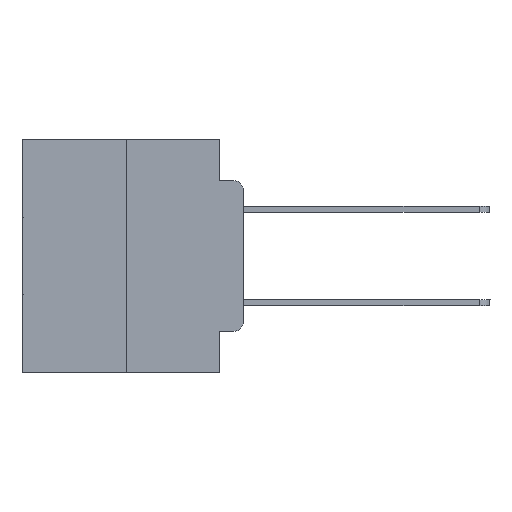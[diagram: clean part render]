
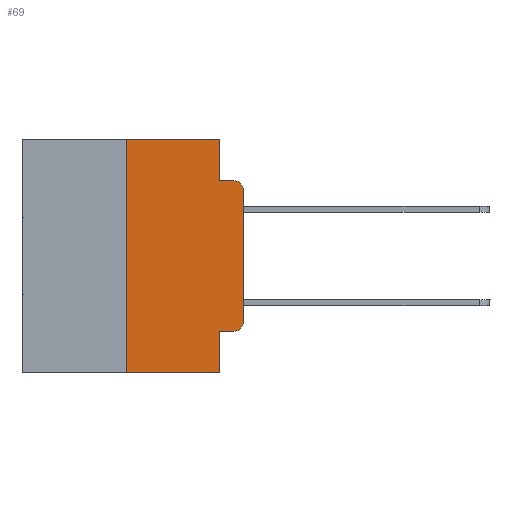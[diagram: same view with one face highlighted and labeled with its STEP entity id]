
A CAD part, left-side view. The second image highlights one B-rep face of the part: STEP entity #69.
In plain terms, the highlighted planar face has unit normal (-1, 0, 0).
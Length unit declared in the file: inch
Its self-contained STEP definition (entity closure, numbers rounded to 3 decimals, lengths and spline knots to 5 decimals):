
#69 = ADVANCED_FACE ( 'NONE', ( #27468 ), #25380, .F. ) ;
#425 = VERTEX_POINT ( 'NONE', #15685 ) ;
#1163 = LINE ( 'NONE', #3248, #7833 ) ;
#1415 = CARTESIAN_POINT ( 'NONE',  ( 0., 0.02, -0.1085 ) ) ;
#2652 = VERTEX_POINT ( 'NONE', #13047 ) ;
#2694 = DIRECTION ( 'NONE',  ( 0., -1., 0. ) ) ;
#2700 = VERTEX_POINT ( 'NONE', #26697 ) ;
#2885 = AXIS2_PLACEMENT_3D ( 'NONE', #18572, #16332, #5048 ) ;
#2944 = CARTESIAN_POINT ( 'NONE',  ( 0., 0.051, -0.0885 ) ) ;
#2957 = ORIENTED_EDGE ( 'NONE', *, *, #10740, .T. ) ;
#3214 = VERTEX_POINT ( 'NONE', #20293 ) ;
#3248 = CARTESIAN_POINT ( 'NONE',  ( 0., 0.473, 0. ) ) ;
#3255 = EDGE_LOOP ( 'NONE', ( #20177, #9856, #24057, #4267, #29046, #10291, #19633, #9824, #9984, #2957 ) ) ;
#3353 = DIRECTION ( 'NONE',  ( 0., -1., 0. ) ) ;
#4267 = ORIENTED_EDGE ( 'NONE', *, *, #9667, .F. ) ;
#4318 = VERTEX_POINT ( 'NONE', #25531 ) ;
#4451 = DIRECTION ( 'NONE',  ( 0., 0., 1. ) ) ;
#4517 = CARTESIAN_POINT ( 'NONE',  ( 0., 0.051, 0. ) ) ;
#4944 = VECTOR ( 'NONE', #3353, 39.37008 ) ;
#5048 = DIRECTION ( 'NONE',  ( 0., 0., -1. ) ) ;
#5610 = CARTESIAN_POINT ( 'NONE',  ( 0., 0.25, 0. ) ) ;
#6738 = VECTOR ( 'NONE', #2694, 39.37008 ) ;
#6975 = EDGE_CURVE ( 'NONE', #23300, #3214, #19989, .T. ) ;
#7833 = VECTOR ( 'NONE', #14673, 39.37008 ) ;
#8114 = CARTESIAN_POINT ( 'NONE',  ( 0., 0.473, -0.5 ) ) ;
#8475 = AXIS2_PLACEMENT_3D ( 'NONE', #1415, #19238, #10467 ) ;
#8664 = EDGE_CURVE ( 'NONE', #10841, #4318, #27699, .T. ) ;
#8991 = DIRECTION ( 'NONE',  ( 0., 0., -1. ) ) ;
#9158 = CIRCLE ( 'NONE', #12444, 0.02 ) ;
#9667 = EDGE_CURVE ( 'NONE', #2652, #10841, #26922, .T. ) ;
#9824 = ORIENTED_EDGE ( 'NONE', *, *, #18447, .F. ) ;
#9856 = ORIENTED_EDGE ( 'NONE', *, *, #28703, .T. ) ;
#9984 = ORIENTED_EDGE ( 'NONE', *, *, #22081, .T. ) ;
#10291 = ORIENTED_EDGE ( 'NONE', *, *, #23847, .F. ) ;
#10345 = CIRCLE ( 'NONE', #8475, 0.02 ) ;
#10467 = DIRECTION ( 'NONE',  ( 0., 0., -1. ) ) ;
#10740 = EDGE_CURVE ( 'NONE', #12232, #23300, #9158, .T. ) ;
#10758 = DIRECTION ( 'NONE',  ( 0., 0., 1. ) ) ;
#10841 = VERTEX_POINT ( 'NONE', #2944 ) ;
#11221 = DIRECTION ( 'NONE',  ( 0., 0., -1. ) ) ;
#11563 = CARTESIAN_POINT ( 'NONE',  ( 0., 0.02, -0.3915 ) ) ;
#12027 = CARTESIAN_POINT ( 'NONE',  ( 0., 0.051, -0.4115 ) ) ;
#12232 = VERTEX_POINT ( 'NONE', #28320 ) ;
#12292 = DIRECTION ( 'NONE',  ( -1., 0., 0. ) ) ;
#12444 = AXIS2_PLACEMENT_3D ( 'NONE', #11563, #12292, #27869 ) ;
#12654 = EDGE_CURVE ( 'NONE', #2700, #27557, #28438, .T. ) ;
#12850 = CARTESIAN_POINT ( 'NONE',  ( 0., 0., 0. ) ) ;
#13047 = CARTESIAN_POINT ( 'NONE',  ( 0., 0.051, 0. ) ) ;
#13218 = LINE ( 'NONE', #15148, #14456 ) ;
#13494 = VERTEX_POINT ( 'NONE', #5610 ) ;
#13594 = CARTESIAN_POINT ( 'NONE',  ( 0., 0.051, 0. ) ) ;
#13911 = CARTESIAN_POINT ( 'NONE',  ( 0., 0.051, -0.0885 ) ) ;
#14456 = VECTOR ( 'NONE', #4451, 39.37008 ) ;
#14673 = DIRECTION ( 'NONE',  ( 0., -1., 0. ) ) ;
#15148 = CARTESIAN_POINT ( 'NONE',  ( 0., 0.25, 0. ) ) ;
#15330 = VECTOR ( 'NONE', #22973, 39.37008 ) ;
#15685 = CARTESIAN_POINT ( 'NONE',  ( 0., 0.051, -0.4115 ) ) ;
#16332 = DIRECTION ( 'NONE',  ( 1., 0., 0. ) ) ;
#17129 = CARTESIAN_POINT ( 'NONE',  ( 0., 0., -0.3915 ) ) ;
#18447 = EDGE_CURVE ( 'NONE', #425, #27557, #20142, .T. ) ;
#18572 = CARTESIAN_POINT ( 'NONE',  ( 0., 0.473, 0. ) ) ;
#19238 = DIRECTION ( 'NONE',  ( -1., 0., 0. ) ) ;
#19633 = ORIENTED_EDGE ( 'NONE', *, *, #12654, .T. ) ;
#19989 = LINE ( 'NONE', #12850, #24683 ) ;
#20142 = LINE ( 'NONE', #13594, #28870 ) ;
#20177 = ORIENTED_EDGE ( 'NONE', *, *, #6975, .T. ) ;
#20293 = CARTESIAN_POINT ( 'NONE',  ( 0., 0., -0.1085 ) ) ;
#21458 = CARTESIAN_POINT ( 'NONE',  ( 0., 0.051, -0.5 ) ) ;
#22075 = VECTOR ( 'NONE', #8991, 39.37008 ) ;
#22081 = EDGE_CURVE ( 'NONE', #425, #12232, #25537, .T. ) ;
#22973 = DIRECTION ( 'NONE',  ( 0., -1., 0. ) ) ;
#23300 = VERTEX_POINT ( 'NONE', #17129 ) ;
#23847 = EDGE_CURVE ( 'NONE', #2700, #13494, #13218, .T. ) ;
#24049 = EDGE_CURVE ( 'NONE', #13494, #2652, #1163, .T. ) ;
#24057 = ORIENTED_EDGE ( 'NONE', *, *, #8664, .F. ) ;
#24683 = VECTOR ( 'NONE', #10758, 39.37008 ) ;
#25380 = PLANE ( 'NONE',  #2885 ) ;
#25531 = CARTESIAN_POINT ( 'NONE',  ( 0., 0.02, -0.0885 ) ) ;
#25537 = LINE ( 'NONE', #12027, #6738 ) ;
#26697 = CARTESIAN_POINT ( 'NONE',  ( 0., 0.25, -0.5 ) ) ;
#26922 = LINE ( 'NONE', #4517, #22075 ) ;
#27468 = FACE_OUTER_BOUND ( 'NONE', #3255, .T. ) ;
#27557 = VERTEX_POINT ( 'NONE', #21458 ) ;
#27699 = LINE ( 'NONE', #13911, #15330 ) ;
#27869 = DIRECTION ( 'NONE',  ( 0., 0., -1. ) ) ;
#28320 = CARTESIAN_POINT ( 'NONE',  ( 0., 0.02, -0.4115 ) ) ;
#28438 = LINE ( 'NONE', #8114, #4944 ) ;
#28703 = EDGE_CURVE ( 'NONE', #3214, #4318, #10345, .T. ) ;
#28870 = VECTOR ( 'NONE', #11221, 39.37008 ) ;
#29046 = ORIENTED_EDGE ( 'NONE', *, *, #24049, .F. ) ;
